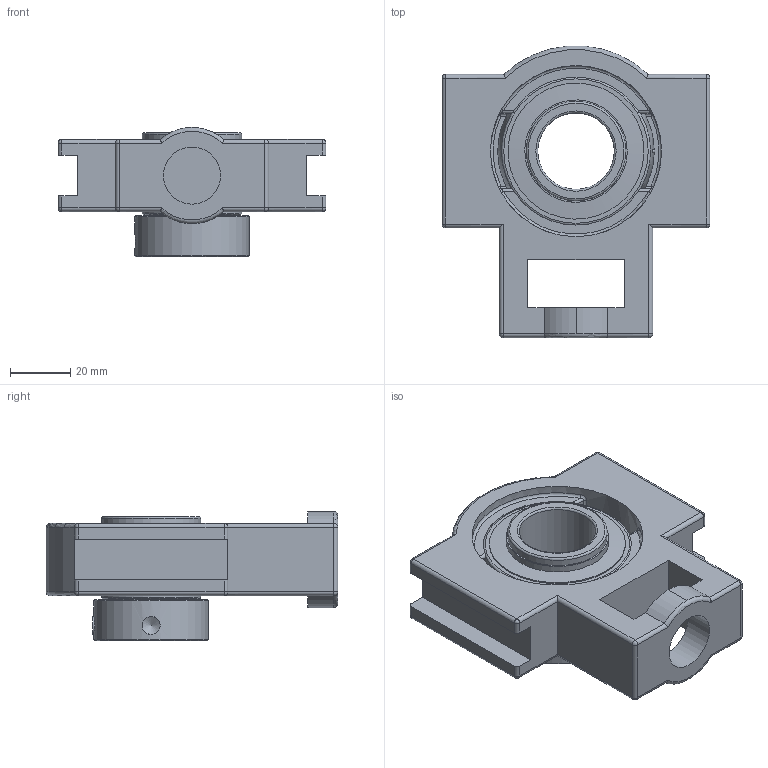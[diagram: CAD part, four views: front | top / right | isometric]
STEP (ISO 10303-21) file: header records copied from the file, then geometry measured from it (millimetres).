
FILE_DESCRIPTION(('HOOPS Exchange Step'),'2;1');
FILE_NAME('export-1B67577B-FD4F-4884-AA80-7B6608D5CEE0.stp','2020-05-20T09:10:22-07:00',('dkerr'),('Alibre'),'HOOPS Exchange 2020.0','Alibre','Unknown authorisation');
FILE_SCHEMA( ('AP242_MANAGED_MODEL_BASED_3D_ENGINEERING_MIM_LF {1 0 10303 442 1 1 4 }') );
Length unit declared in the file: inch
Products named in the file (8): MRN STM 205 L4L; SNC 205 (Ball Bearing); SNC 205 (Shield); SNC 205 (Setscrew); SNC 205-16 L4L (1.000inch) (Race); SNC 205-16 (Collar); MRN SNC 205-16 L4L (1.000inch); MRN SNCSTM 205-16 L4L (1.000inch)
Assembly tree (8 placements, depth 3):
  MRN SNCSTM 205-16 L4L (1.000inch)
    MRN STM 205 L4L
    MRN SNC 205-16 L4L (1.000inch)
      SNC 205 (Ball Bearing)
      SNC 205 (Shield)  x2
      SNC 205 (Setscrew)
      SNC 205-16 L4L (1.000inch) (Race)
      SNC 205-16 (Collar)
Bounding box: 89 x 96.88 x 42.9 mm (x, y, z)
Volume: 112210.9 mm3; surface area: 46840.6 mm2
Topology: 16 solids, 16 shells, 184 faces, 487 edges, 301 vertices
Faces by surface type: cylinder 68, plane 54, sphere 28, torus 17, cone 13, bspline 4
Full cylindrical faces by diameter (mm): 5.994 x1, 6 x2, 19 x1, 25.4 x2, 30.683 x2, 33.02 x4, 34.036 x2, 38.1 x1, 44.063 x2, 45.212 x2, 56.878 x2, 60.25 x1
Entity records: 7450 total; most frequent: CARTESIAN_POINT 2880, DIRECTION 999, ORIENTED_EDGE 860, EDGE_CURVE 430, AXIS2_PLACEMENT_3D 412, VERTEX_POINT 287, CIRCLE 211, EDGE_LOOP 197
